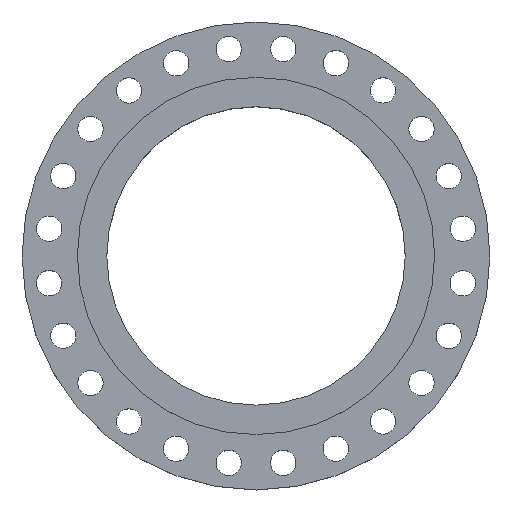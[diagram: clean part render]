
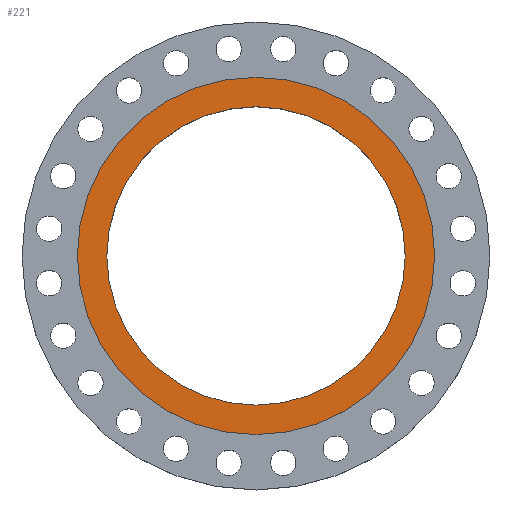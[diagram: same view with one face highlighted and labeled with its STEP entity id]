
A CAD part, top view. The second image highlights one B-rep face of the part: STEP entity #221.
In plain terms, the highlighted planar face has unit normal (0, 0, 1).
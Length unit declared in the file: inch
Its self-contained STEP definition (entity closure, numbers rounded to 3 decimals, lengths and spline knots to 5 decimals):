
#4 = VERTEX_POINT ( 'NONE', #402 ) ;
#17 = CARTESIAN_POINT ( 'NONE',  ( 0., 0., 0.25 ) ) ;
#23 = EDGE_CURVE ( 'NONE', #1839, #1859, #2230, .T. ) ;
#34 = ORIENTED_EDGE ( 'NONE', *, *, #2175, .F. ) ;
#88 = ORIENTED_EDGE ( 'NONE', *, *, #23, .F. ) ;
#99 = DIRECTION ( 'NONE',  ( 0., 0., 1. ) ) ;
#111 = CARTESIAN_POINT ( 'NONE',  ( 0., 0., 0.25 ) ) ;
#221 = ADVANCED_FACE ( 'NONE', ( #1376, #477 ), #1017, .T. ) ;
#236 = AXIS2_PLACEMENT_3D ( 'NONE', #1466, #1666, #959 ) ;
#243 = DIRECTION ( 'NONE',  ( 1., 0., 0. ) ) ;
#244 = EDGE_LOOP ( 'NONE', ( #323, #916 ) ) ;
#323 = ORIENTED_EDGE ( 'NONE', *, *, #1517, .T. ) ;
#402 = CARTESIAN_POINT ( 'NONE',  ( -14.125, 0., 0.25 ) ) ;
#477 = FACE_OUTER_BOUND ( 'NONE', #244, .T. ) ;
#478 = AXIS2_PLACEMENT_3D ( 'NONE', #17, #720, #1427 ) ;
#522 = CARTESIAN_POINT ( 'NONE',  ( -11.8, 0., 0.25 ) ) ;
#595 = CARTESIAN_POINT ( 'NONE',  ( 11.8, 0., 0.25 ) ) ;
#655 = CIRCLE ( 'NONE', #954, 14.125 ) ;
#720 = DIRECTION ( 'NONE',  ( 0., 0., 1. ) ) ;
#804 = CARTESIAN_POINT ( 'NONE',  ( 0., 0., 0.25 ) ) ;
#916 = ORIENTED_EDGE ( 'NONE', *, *, #1087, .T. ) ;
#954 = AXIS2_PLACEMENT_3D ( 'NONE', #804, #1832, #243 ) ;
#959 = DIRECTION ( 'NONE',  ( 1., 0., 0. ) ) ;
#1017 = PLANE ( 'NONE',  #1164 ) ;
#1037 = AXIS2_PLACEMENT_3D ( 'NONE', #111, #99, #1852 ) ;
#1087 = EDGE_CURVE ( 'NONE', #1334, #4, #655, .T. ) ;
#1164 = AXIS2_PLACEMENT_3D ( 'NONE', #1880, #1741, #1561 ) ;
#1334 = VERTEX_POINT ( 'NONE', #1621 ) ;
#1342 = CIRCLE ( 'NONE', #236, 14.125 ) ;
#1376 = FACE_BOUND ( 'NONE', #1794, .T. ) ;
#1427 = DIRECTION ( 'NONE',  ( 1., 0., 0. ) ) ;
#1466 = CARTESIAN_POINT ( 'NONE',  ( 0., 0., 0.25 ) ) ;
#1517 = EDGE_CURVE ( 'NONE', #4, #1334, #1342, .T. ) ;
#1561 = DIRECTION ( 'NONE',  ( 1., 0., 0. ) ) ;
#1621 = CARTESIAN_POINT ( 'NONE',  ( 14.125, 0., 0.25 ) ) ;
#1666 = DIRECTION ( 'NONE',  ( 0., 0., 1. ) ) ;
#1741 = DIRECTION ( 'NONE',  ( 0., 0., 1. ) ) ;
#1794 = EDGE_LOOP ( 'NONE', ( #34, #88 ) ) ;
#1832 = DIRECTION ( 'NONE',  ( 0., 0., 1. ) ) ;
#1839 = VERTEX_POINT ( 'NONE', #595 ) ;
#1852 = DIRECTION ( 'NONE',  ( 1., 0., 0. ) ) ;
#1859 = VERTEX_POINT ( 'NONE', #522 ) ;
#1880 = CARTESIAN_POINT ( 'NONE',  ( 0., 0., 0.25 ) ) ;
#1886 = CIRCLE ( 'NONE', #478, 11.8 ) ;
#2175 = EDGE_CURVE ( 'NONE', #1859, #1839, #1886, .T. ) ;
#2230 = CIRCLE ( 'NONE', #1037, 11.8 ) ;
